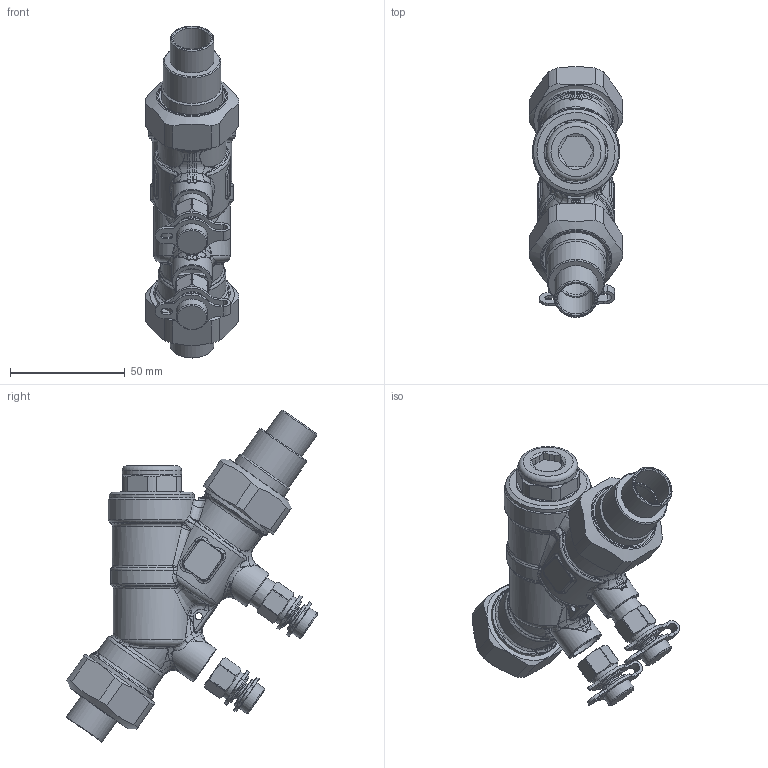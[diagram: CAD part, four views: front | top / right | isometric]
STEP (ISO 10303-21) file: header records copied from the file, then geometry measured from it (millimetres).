
FILE_DESCRIPTION(/* description */ (''),/* implementation_level */ '2;1');
FILE_NAME(/* name */ '128449AFC_Simplify_1.stp',/* time_stamp */ '2025-07-21T13:21:01-05:00',/* author */ ('ischreiner'),/* organization */ (''),/* preprocessor_version */ 'ST-DEVELOPER v20',/* originating_system */ 'Autodesk Inventor 2025',/* authorisation */ '');
FILE_SCHEMA (('AUTOMOTIVE_DESIGN { 1 0 10303 214 3 1 1 }'));
Products named in the file (1): 128449AFC_Simplify_1
Bounding box: 40.63 x 109.18 x 144.45 mm (x, y, z)
Volume: 165545.4 mm3; surface area: 42048.7 mm2
Topology: 7 solids, 7 shells, 1131 faces, 2724 edges, 1619 vertices
Faces by surface type: bspline 709, cylinder 174, plane 126, cone 78, torus 40, sphere 4
Full cylindrical faces by diameter (mm): 3 x1, 8 x2, 11.5 x2, 12 x4, 12.2 x2, 13.5 x6, 13.9 x2, 13.97 x1, 15 x1, 15.977 x1, 16 x1, 17.5 x2, 19 x1, 19.05 x1, 20.1 x2, 20.6 x2, 22 x1, 25 x1, 25.8 x1, 26.162 x1, 26.5 x1, 26.924 x2, 29.5 x1, 29.845 x1, 30 x3, 30.302 x2, 33.1 x2, 37 x1
Entity records: 139520 total; most frequent: CARTESIAN_POINT 116356, ORIENTED_EDGE 5412, DIRECTION 3148, EDGE_CURVE 2706, VERTEX_POINT 1619, AXIS2_PLACEMENT_3D 1377, B_SPLINE_CURVE_WITH_KNOTS 1298, EDGE_LOOP 1183
